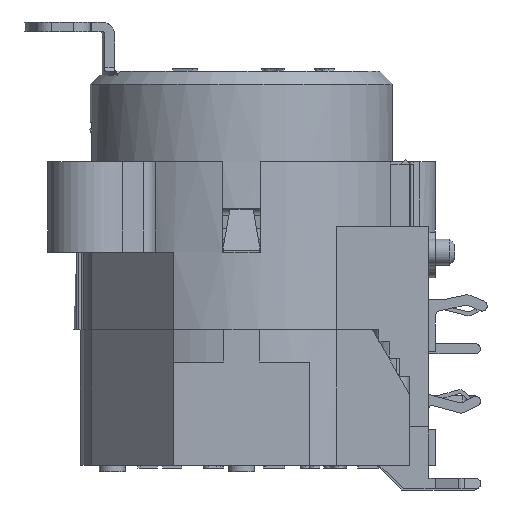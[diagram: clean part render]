
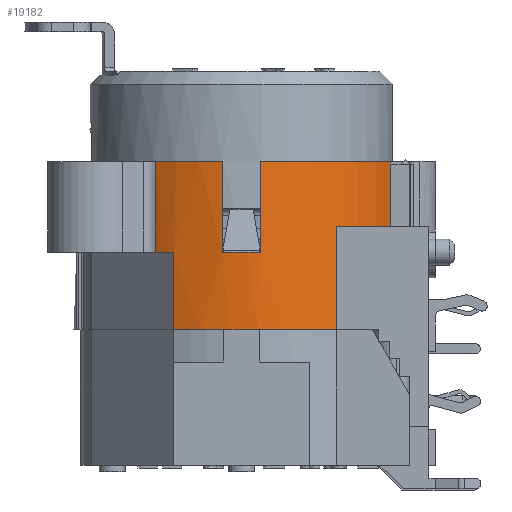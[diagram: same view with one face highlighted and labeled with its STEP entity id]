
A CAD part, left-side view. The second image highlights one B-rep face of the part: STEP entity #19182.
In plain terms, the highlighted cylindrical face has radius 13 mm (diameter 26 mm), a partial arc.
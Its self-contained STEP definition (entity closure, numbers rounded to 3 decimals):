
#13761=CARTESIAN_POINT('',(-12.56,-0.147,6.));
#13762=VERTEX_POINT('',#13761);
#13769=CARTESIAN_POINT('',(-12.56,-0.147,13.));
#13770=VERTEX_POINT('',#13769);
#13771=CARTESIAN_POINT('',(-12.56,-0.147,13.));
#13772=DIRECTION('',(0.0,0.0,-1.0));
#13773=VECTOR('',#13772,7.);
#13774=LINE('',#13771,#13773);
#13775=EDGE_CURVE('',#13770,#13762,#13774,.T.);
#16382=CARTESIAN_POINT('',(-10.346,-6.03,0.0));
#16383=VERTEX_POINT('',#16382);
#16384=CARTESIAN_POINT('',(-11.546,6.587,0.0));
#16385=VERTEX_POINT('',#16384);
#16386=CARTESIAN_POINT('',(0.354,1.353,0.0));
#16387=DIRECTION('',(0.0,0.0,-1.0));
#16388=DIRECTION('',(-1.0,0.0,0.0));
#16389=AXIS2_PLACEMENT_3D('',#16386,#16387,#16388);
#16390=CIRCLE('',#16389,13.);
#16391=EDGE_CURVE('',#16383,#16385,#16390,.T.);
#17384=CARTESIAN_POINT('',(-10.809,8.017,13.));
#17385=VERTEX_POINT('',#17384);
#17393=CARTESIAN_POINT('',(-12.56,2.853,13.));
#17394=VERTEX_POINT('',#17393);
#17395=CARTESIAN_POINT('',(0.354,1.353,13.));
#17396=DIRECTION('',(0.0,0.0,-1.0));
#17397=DIRECTION('',(0.859,-0.513,0.0));
#17398=AXIS2_PLACEMENT_3D('',#17395,#17396,#17397);
#17399=CIRCLE('',#17398,13.);
#17400=EDGE_CURVE('',#17394,#17385,#17399,.T.);
#18182=CARTESIAN_POINT('',(-10.346,-6.03,8.));
#18183=VERTEX_POINT('',#18182);
#18190=CARTESIAN_POINT('',(-10.346,-6.03,0.0));
#18191=DIRECTION('',(0.0,0.0,1.0));
#18192=VECTOR('',#18191,8.);
#18193=LINE('',#18190,#18192);
#18194=EDGE_CURVE('',#16383,#18183,#18193,.T.);
#18522=CARTESIAN_POINT('',(-5.709,-10.147,12.8));
#18523=VERTEX_POINT('',#18522);
#18530=CARTESIAN_POINT('',(-5.646,-10.179,12.8));
#18531=VERTEX_POINT('',#18530);
#18532=CARTESIAN_POINT('',(0.354,1.353,12.8));
#18533=DIRECTION('',(0.0,0.0,-1.0));
#18534=DIRECTION('',(-1.0,0.0,0.0));
#18535=AXIS2_PLACEMENT_3D('',#18532,#18533,#18534);
#18536=CIRCLE('',#18535,13.);
#18537=EDGE_CURVE('',#18531,#18523,#18536,.T.);
#18625=CARTESIAN_POINT('',(-10.809,8.017,6.));
#18626=VERTEX_POINT('',#18625);
#18714=CARTESIAN_POINT('',(-11.546,6.587,6.));
#18715=VERTEX_POINT('',#18714);
#18722=CARTESIAN_POINT('',(0.354,1.353,6.));
#18723=DIRECTION('',(0.0,0.0,-1.0));
#18724=DIRECTION('',(0.859,-0.513,0.0));
#18725=AXIS2_PLACEMENT_3D('',#18722,#18723,#18724);
#18726=CIRCLE('',#18725,13.);
#18727=EDGE_CURVE('',#18715,#18626,#18726,.T.);
#18920=CARTESIAN_POINT('',(-12.56,2.853,6.));
#18921=VERTEX_POINT('',#18920);
#18928=CARTESIAN_POINT('',(0.354,1.353,6.));
#18929=DIRECTION('',(0.0,0.0,-1.0));
#18930=DIRECTION('',(-1.0,0.0,0.0));
#18931=AXIS2_PLACEMENT_3D('',#18928,#18929,#18930);
#18932=CIRCLE('',#18931,13.);
#18933=EDGE_CURVE('',#13762,#18921,#18932,.T.);
#18946=CARTESIAN_POINT('',(-12.56,2.853,6.));
#18947=DIRECTION('',(0.0,0.0,1.0));
#18948=VECTOR('',#18947,7.);
#18949=LINE('',#18946,#18948);
#18950=EDGE_CURVE('',#18921,#17394,#18949,.T.);
#19114=CARTESIAN_POINT('',(-5.709,-10.147,13.));
#19115=VERTEX_POINT('',#19114);
#19116=CARTESIAN_POINT('',(0.354,1.353,13.));
#19117=DIRECTION('',(0.0,0.0,-1.0));
#19118=DIRECTION('',(0.859,-0.513,0.0));
#19119=AXIS2_PLACEMENT_3D('',#19116,#19117,#19118);
#19120=CIRCLE('',#19119,13.);
#19121=EDGE_CURVE('',#19115,#13770,#19120,.T.);
#19133=CARTESIAN_POINT('',(0.354,1.353,0.0));
#19134=DIRECTION('',(0.0,0.0,1.0));
#19135=DIRECTION('',(-1.0,0.0,0.0));
#19136=AXIS2_PLACEMENT_3D('',#19133,#19134,#19135);
#19137=CYLINDRICAL_SURFACE('',#19136,13.);
#19138=ORIENTED_EDGE('',*,*,#13775,.T.);
#19139=ORIENTED_EDGE('',*,*,#18933,.T.);
#19140=ORIENTED_EDGE('',*,*,#18950,.T.);
#19141=ORIENTED_EDGE('',*,*,#17400,.T.);
#19142=CARTESIAN_POINT('',(-10.809,8.017,6.));
#19143=DIRECTION('',(0.0,0.0,1.0));
#19144=VECTOR('',#19143,7.);
#19145=LINE('',#19142,#19144);
#19146=EDGE_CURVE('',#18626,#17385,#19145,.T.);
#19147=ORIENTED_EDGE('',*,*,#19146,.F.);
#19148=ORIENTED_EDGE('',*,*,#18727,.F.);
#19149=CARTESIAN_POINT('',(-11.546,6.587,6.));
#19150=DIRECTION('',(0.0,0.0,-1.0));
#19151=VECTOR('',#19150,6.);
#19152=LINE('',#19149,#19151);
#19153=EDGE_CURVE('',#18715,#16385,#19152,.T.);
#19154=ORIENTED_EDGE('',*,*,#19153,.T.);
#19155=ORIENTED_EDGE('',*,*,#16391,.F.);
#19156=ORIENTED_EDGE('',*,*,#18194,.T.);
#19157=CARTESIAN_POINT('',(-5.646,-10.179,8.0));
#19158=VERTEX_POINT('',#19157);
#19159=CARTESIAN_POINT('',(0.354,1.353,8.0));
#19160=DIRECTION('',(0.0,0.0,1.0));
#19161=DIRECTION('',(0.823,0.568,0.0));
#19162=AXIS2_PLACEMENT_3D('',#19159,#19160,#19161);
#19163=CIRCLE('',#19162,13.);
#19164=EDGE_CURVE('',#18183,#19158,#19163,.T.);
#19165=ORIENTED_EDGE('',*,*,#19164,.T.);
#19166=CARTESIAN_POINT('',(-5.646,-10.179,8.0));
#19167=DIRECTION('',(0.0,0.0,1.0));
#19168=VECTOR('',#19167,4.8);
#19169=LINE('',#19166,#19168);
#19170=EDGE_CURVE('',#19158,#18531,#19169,.T.);
#19171=ORIENTED_EDGE('',*,*,#19170,.T.);
#19172=ORIENTED_EDGE('',*,*,#18537,.T.);
#19173=CARTESIAN_POINT('',(-5.709,-10.147,12.8));
#19174=DIRECTION('',(0.0,0.0,1.0));
#19175=VECTOR('',#19174,0.2);
#19176=LINE('',#19173,#19175);
#19177=EDGE_CURVE('',#18523,#19115,#19176,.T.);
#19178=ORIENTED_EDGE('',*,*,#19177,.T.);
#19179=ORIENTED_EDGE('',*,*,#19121,.T.);
#19180=EDGE_LOOP('',(#19138,#19139,#19140,#19141,#19147,#19148,#19154,#19155,#19156,#19165,#19171,#19172,#19178,#19179));
#19181=FACE_OUTER_BOUND('',#19180,.T.);
#19182=ADVANCED_FACE('',(#19181),#19137,.T.);
